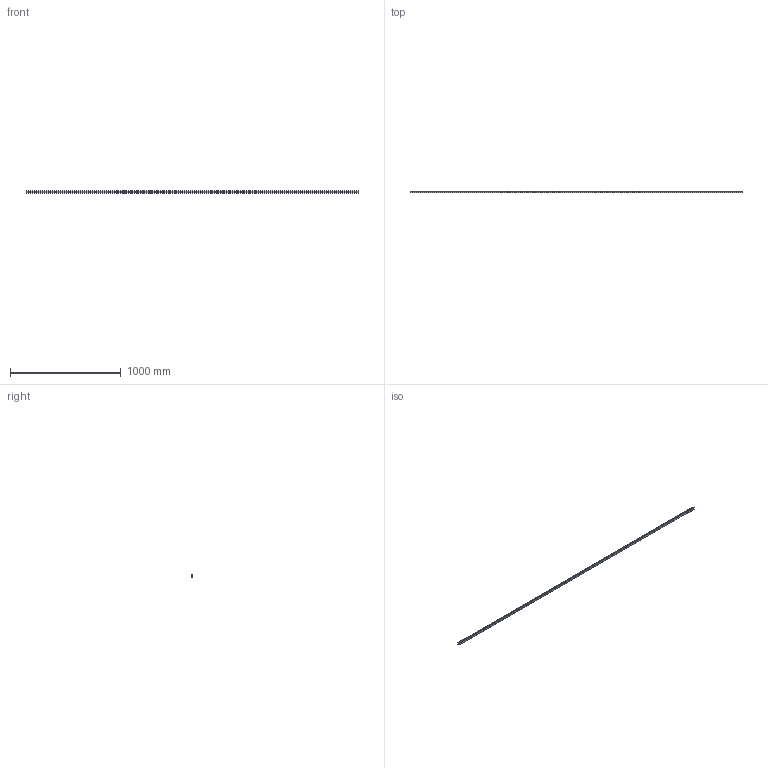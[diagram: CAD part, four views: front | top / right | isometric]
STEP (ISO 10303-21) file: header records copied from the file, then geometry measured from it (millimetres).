
FILE_DESCRIPTION(/* description */ ('STEP AP214'),/* implementation_level */ '2;1');
FILE_NAME(/* name */ 'SHS20-3000L(GK) RAIL(30)',/* time_stamp */ '2023-02-06T10:43:34+01:00',/* author */ ('License CC BY-ND 4.0'),/* organization */ ('CADENAS'),/* preprocessor_version */ 'ST-DEVELOPER v18.102',/* originating_system */ 'PARTsolutions',/* authorisation */ ' ');
FILE_SCHEMA (('AUTOMOTIVE_DESIGN {1 0 10303 214 3 1 1}'));
Length unit declared in the file: millimetre
Products named in the file (1): SHS20-3000L(GK) RAIL(30)
Bounding box: 3000 x 16.5 x 20 mm (x, y, z)
Volume: 846283 mm3; surface area: 238536.2 mm2
Topology: 1 solids, 1 shells, 184 faces, 396 edges, 264 vertices
Faces by surface type: cylinder 118, plane 66
Full cylindrical faces by diameter (mm): 6 x50, 9.5 x50
Entity records: 4846 total; most frequent: DIRECTION 902, CARTESIAN_POINT 745, ORIENTED_EDGE 592, EDGE_LOOP 434, FACE_BOUND 434, AXIS2_PLACEMENT_3D 421, EDGE_CURVE 296, VERTEX_POINT 264
